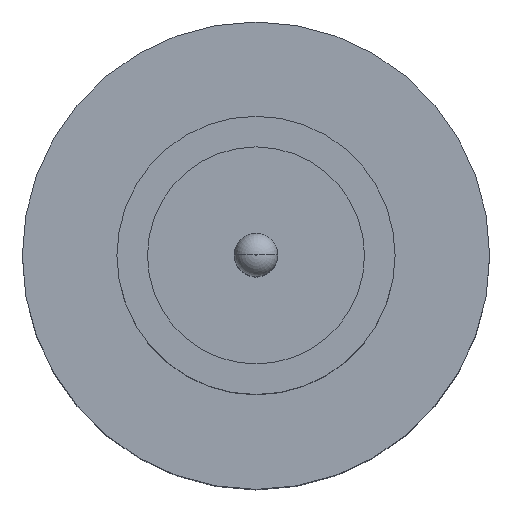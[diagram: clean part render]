
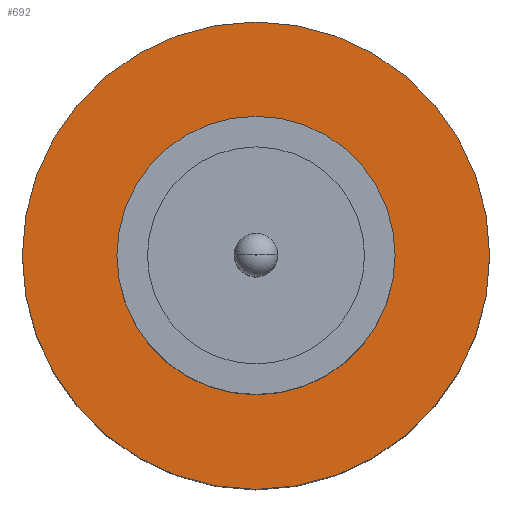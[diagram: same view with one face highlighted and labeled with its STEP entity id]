
A CAD part, top view. The second image highlights one B-rep face of the part: STEP entity #692.
In plain terms, the highlighted planar face has unit normal (0, 0, 1).
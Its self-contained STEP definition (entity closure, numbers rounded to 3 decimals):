
#38 = EDGE_CURVE ( 'NONE', #50, #610, #720, .T. ) ;
#50 = VERTEX_POINT ( 'NONE', #706 ) ;
#111 = EDGE_CURVE ( 'NONE', #610, #50, #254, .T. ) ;
#154 = VERTEX_POINT ( 'NONE', #356 ) ;
#209 = DIRECTION ( 'NONE',  ( 1., 0., 0. ) ) ;
#220 = CARTESIAN_POINT ( 'NONE',  ( 2.1, 0., 1.55 ) ) ;
#231 = FACE_BOUND ( 'NONE', #337, .T. ) ;
#252 = ORIENTED_EDGE ( 'NONE', *, *, #907, .F. ) ;
#254 = CIRCLE ( 'NONE', #435, 2.1 ) ;
#260 = DIRECTION ( 'NONE',  ( 0., 0., 1. ) ) ;
#292 = VERTEX_POINT ( 'NONE', #862 ) ;
#310 = DIRECTION ( 'NONE',  ( 1., 0., 0. ) ) ;
#330 = AXIS2_PLACEMENT_3D ( 'NONE', #764, #767, #310 ) ;
#337 = EDGE_LOOP ( 'NONE', ( #252, #616 ) ) ;
#356 = CARTESIAN_POINT ( 'NONE',  ( -1.25, 0., 1.55 ) ) ;
#405 = DIRECTION ( 'NONE',  ( 1., 0., 0. ) ) ;
#411 = AXIS2_PLACEMENT_3D ( 'NONE', #785, #473, #927 ) ;
#434 = DIRECTION ( 'NONE',  ( 1., 0., 0. ) ) ;
#435 = AXIS2_PLACEMENT_3D ( 'NONE', #876, #260, #405 ) ;
#448 = FACE_OUTER_BOUND ( 'NONE', #602, .T. ) ;
#461 = ORIENTED_EDGE ( 'NONE', *, *, #38, .T. ) ;
#473 = DIRECTION ( 'NONE',  ( 0., 0., 1. ) ) ;
#572 = AXIS2_PLACEMENT_3D ( 'NONE', #575, #821, #434 ) ;
#575 = CARTESIAN_POINT ( 'NONE',  ( 0., 0., 1.55 ) ) ;
#602 = EDGE_LOOP ( 'NONE', ( #461, #928 ) ) ;
#610 = VERTEX_POINT ( 'NONE', #220 ) ;
#616 = ORIENTED_EDGE ( 'NONE', *, *, #641, .F. ) ;
#641 = EDGE_CURVE ( 'NONE', #154, #292, #827, .T. ) ;
#668 = DIRECTION ( 'NONE',  ( 0., 0., 1. ) ) ;
#692 = ADVANCED_FACE ( 'NONE', ( #231, #448 ), #770, .T. ) ;
#706 = CARTESIAN_POINT ( 'NONE',  ( -2.1, 0., 1.55 ) ) ;
#713 = CIRCLE ( 'NONE', #572, 1.25 ) ;
#720 = CIRCLE ( 'NONE', #411, 2.1 ) ;
#764 = CARTESIAN_POINT ( 'NONE',  ( 0., 0., 1.55 ) ) ;
#767 = DIRECTION ( 'NONE',  ( 0., 0., 1. ) ) ;
#770 = PLANE ( 'NONE',  #330 ) ;
#785 = CARTESIAN_POINT ( 'NONE',  ( 0., 0., 1.55 ) ) ;
#789 = AXIS2_PLACEMENT_3D ( 'NONE', #838, #668, #209 ) ;
#821 = DIRECTION ( 'NONE',  ( 0., 0., 1. ) ) ;
#827 = CIRCLE ( 'NONE', #789, 1.25 ) ;
#838 = CARTESIAN_POINT ( 'NONE',  ( 0., 0., 1.55 ) ) ;
#862 = CARTESIAN_POINT ( 'NONE',  ( 1.25, 0., 1.55 ) ) ;
#876 = CARTESIAN_POINT ( 'NONE',  ( 0., 0., 1.55 ) ) ;
#907 = EDGE_CURVE ( 'NONE', #292, #154, #713, .T. ) ;
#927 = DIRECTION ( 'NONE',  ( 1., 0., 0. ) ) ;
#928 = ORIENTED_EDGE ( 'NONE', *, *, #111, .T. ) ;
